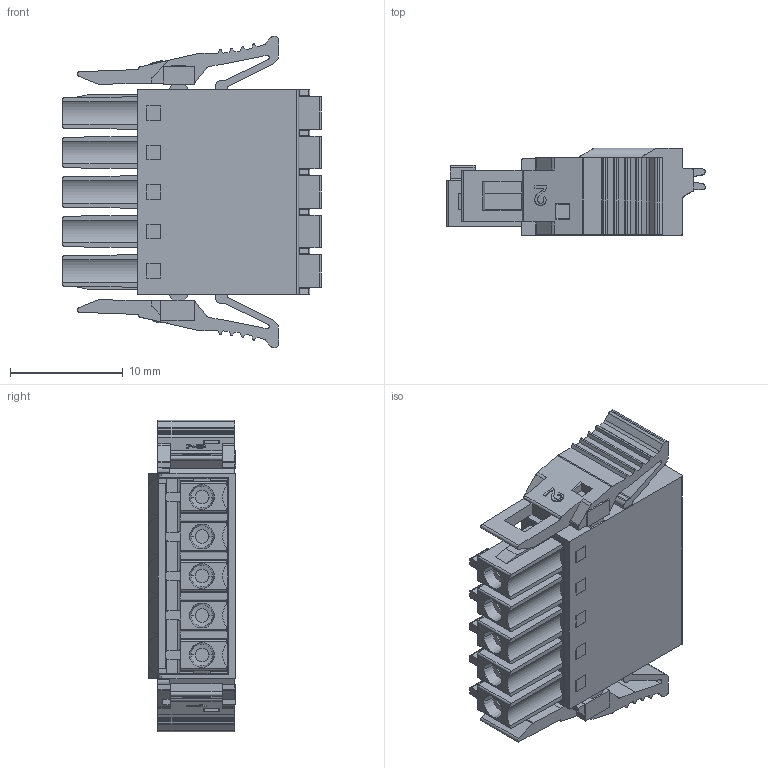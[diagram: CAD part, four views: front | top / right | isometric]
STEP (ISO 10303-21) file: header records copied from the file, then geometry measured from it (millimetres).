
FILE_DESCRIPTION((''),'2;1');
FILE_NAME('TLPSL-007-05P-X','2024-09-27T',('sheji'),(''),'PRO/ENGINEER BY PARAMETRIC TECHNOLOGY CORPORATION, 2015240','PRO/ENGINEER BY PARAMETRIC TECHNOLOGY CORPORATION, 2015240','');
FILE_SCHEMA(('CONFIG_CONTROL_DESIGN'));
Length unit declared in the file: millimetre
Products named in the file (1): TLPSL-007-05P-X
Bounding box: 22.9 x 7.75 x 27.6 mm (x, y, z)
Volume: 2458.7 mm3; surface area: 2786.8 mm2
Topology: 1 solids, 4 shells, 797 faces, 2201 edges, 1441 vertices
Faces by surface type: plane 503, cylinder 224, cone 40, extrusion 20, torus 10
Entity records: 25890 total; most frequent: CARTESIAN_POINT 5312, ORIENTED_EDGE 4402, DIRECTION 4111, EDGE_CURVE 2201, VECTOR 1625, LINE 1605, VERTEX_POINT 1441, AXIS2_PLACEMENT_3D 1243
